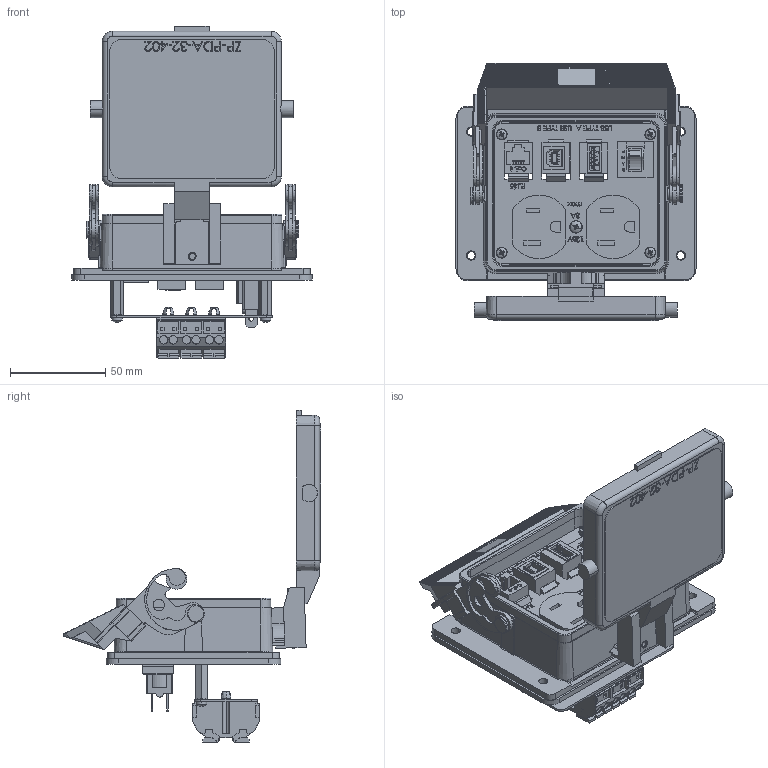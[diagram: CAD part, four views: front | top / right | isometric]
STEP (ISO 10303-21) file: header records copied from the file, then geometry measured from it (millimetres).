
FILE_DESCRIPTION (( 'STEP AP214' ), '1' );
FILE_NAME ('ZP-PDA-32-402.step', '2018-09-05T17:14:13', ( '' ), ( '' ), 'SwSTEP 2.0', 'SolidWorks 2017', '' );
FILE_SCHEMA (( 'AUTOMOTIVE_DESIGN' ));
Length unit declared in the file: inch
Products named in the file (1): ZP-PDA-32-402
Bounding box: 125.98 x 134.96 x 174.16 mm (x, y, z)
Volume: 231597 mm3; surface area: 126470.4 mm2
Topology: 1 solids, 18 shells, 4342 faces, 11670 edges, 7587 vertices
Faces by surface type: plane 2892, cylinder 811, bspline 513, cone 59, torus 53, sphere 14
Entity records: 200722 total; most frequent: CARTESIAN_POINT 54513, ORIENTED_EDGE 23332, DIRECTION 19648, EDGE_CURVE 11666, VECTOR 8458, LINE 8458, VERTEX_POINT 7587, AXIS2_PLACEMENT_3D 5595
